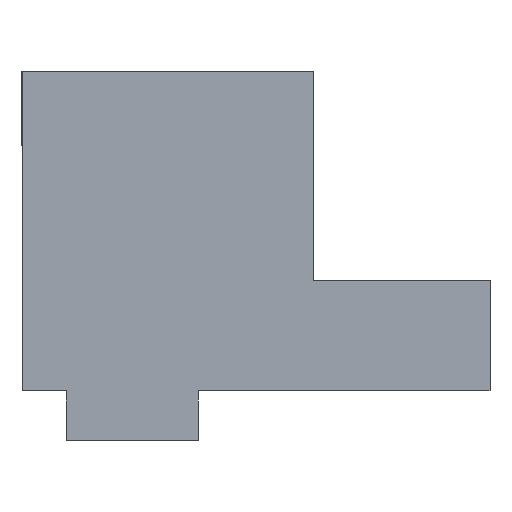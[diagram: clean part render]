
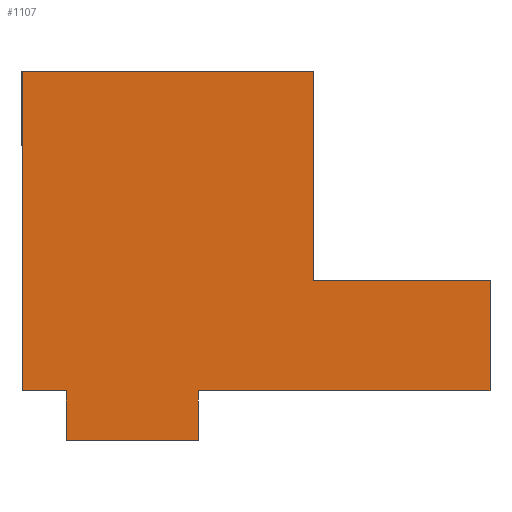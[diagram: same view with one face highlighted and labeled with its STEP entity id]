
A CAD part, left-side view. The second image highlights one B-rep face of the part: STEP entity #1107.
In plain terms, the highlighted planar face has unit normal (-1, 0, 0).
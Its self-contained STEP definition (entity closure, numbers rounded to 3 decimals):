
#5 = CARTESIAN_POINT ( 'NONE',  ( -63., -9., 29. ) ) ;
#8 = LINE ( 'NONE', #308, #1101 ) ;
#10 = LINE ( 'NONE', #194, #727 ) ;
#52 = LINE ( 'NONE', #108, #940 ) ;
#60 = AXIS2_PLACEMENT_3D ( 'NONE', #1115, #665, #330 ) ;
#64 = DIRECTION ( 'NONE',  ( 0., 0., -1. ) ) ;
#65 = VECTOR ( 'NONE', #386, 1000. ) ;
#74 = EDGE_CURVE ( 'NONE', #995, #968, #1052, .T. ) ;
#78 = VECTOR ( 'NONE', #905, 1000. ) ;
#90 = DIRECTION ( 'NONE',  ( 0., 0., -1. ) ) ;
#93 = VECTOR ( 'NONE', #686, 1000. ) ;
#108 = CARTESIAN_POINT ( 'NONE',  ( -63., 44., 67. ) ) ;
#113 = LINE ( 'NONE', #989, #93 ) ;
#128 = LINE ( 'NONE', #987, #894 ) ;
#176 = VERTEX_POINT ( 'NONE', #338 ) ;
#188 = EDGE_CURVE ( 'NONE', #685, #1040, #113, .T. ) ;
#192 = DIRECTION ( 'NONE',  ( 0., 1., 0. ) ) ;
#193 = CARTESIAN_POINT ( 'NONE',  ( -63., 12., 0. ) ) ;
#194 = CARTESIAN_POINT ( 'NONE',  ( -63., 46., 0. ) ) ;
#221 = EDGE_CURVE ( 'NONE', #1054, #685, #128, .T. ) ;
#235 = CARTESIAN_POINT ( 'NONE',  ( -63., -41., 29. ) ) ;
#308 = CARTESIAN_POINT ( 'NONE',  ( -63., 44., 5.446 ) ) ;
#312 = CARTESIAN_POINT ( 'NONE',  ( -63., -41., 29. ) ) ;
#330 = DIRECTION ( 'NONE',  ( 0., 1., 0. ) ) ;
#332 = EDGE_LOOP ( 'NONE', ( #941, #408, #728, #1066, #925, #592, #544, #760, #346, #910 ) ) ;
#338 = CARTESIAN_POINT ( 'NONE',  ( -63., 36., 0. ) ) ;
#346 = ORIENTED_EDGE ( 'NONE', *, *, #862, .F. ) ;
#348 = EDGE_CURVE ( 'NONE', #995, #631, #52, .T. ) ;
#375 = DIRECTION ( 'NONE',  ( 0., 1., 0. ) ) ;
#380 = EDGE_CURVE ( 'NONE', #176, #1040, #10, .T. ) ;
#386 = DIRECTION ( 'NONE',  ( 0., 0., 1. ) ) ;
#394 = CARTESIAN_POINT ( 'NONE',  ( -63., -41., 9. ) ) ;
#408 = ORIENTED_EDGE ( 'NONE', *, *, #800, .F. ) ;
#429 = CARTESIAN_POINT ( 'NONE',  ( -63., 44., 67. ) ) ;
#441 = CARTESIAN_POINT ( 'NONE',  ( -63., -9., 67. ) ) ;
#501 = FACE_OUTER_BOUND ( 'NONE', #332, .T. ) ;
#526 = LINE ( 'NONE', #919, #65 ) ;
#544 = ORIENTED_EDGE ( 'NONE', *, *, #221, .F. ) ;
#546 = CARTESIAN_POINT ( 'NONE',  ( -63., 36., 9. ) ) ;
#592 = ORIENTED_EDGE ( 'NONE', *, *, #188, .F. ) ;
#594 = VERTEX_POINT ( 'NONE', #235 ) ;
#631 = VERTEX_POINT ( 'NONE', #429 ) ;
#665 = DIRECTION ( 'NONE',  ( 1., 0., 0. ) ) ;
#685 = VERTEX_POINT ( 'NONE', #835 ) ;
#686 = DIRECTION ( 'NONE',  ( 0., 0., -1. ) ) ;
#703 = CARTESIAN_POINT ( 'NONE',  ( -63., -9., 29. ) ) ;
#712 = VERTEX_POINT ( 'NONE', #1098 ) ;
#727 = VECTOR ( 'NONE', #904, 1000. ) ;
#728 = ORIENTED_EDGE ( 'NONE', *, *, #748, .F. ) ;
#748 = EDGE_CURVE ( 'NONE', #858, #712, #990, .T. ) ;
#760 = ORIENTED_EDGE ( 'NONE', *, *, #883, .F. ) ;
#764 = EDGE_CURVE ( 'NONE', #176, #858, #526, .T. ) ;
#800 = EDGE_CURVE ( 'NONE', #712, #631, #8, .T. ) ;
#812 = VECTOR ( 'NONE', #90, 1000. ) ;
#835 = CARTESIAN_POINT ( 'NONE',  ( -63., 12., 9. ) ) ;
#854 = CARTESIAN_POINT ( 'NONE',  ( -63., 36., 9. ) ) ;
#858 = VERTEX_POINT ( 'NONE', #854 ) ;
#862 = EDGE_CURVE ( 'NONE', #968, #594, #1003, .T. ) ;
#863 = CARTESIAN_POINT ( 'NONE',  ( -63., -41., 1.808 ) ) ;
#883 = EDGE_CURVE ( 'NONE', #594, #1054, #1062, .T. ) ;
#894 = VECTOR ( 'NONE', #192, 1000. ) ;
#904 = DIRECTION ( 'NONE',  ( 0., -1., 0. ) ) ;
#905 = DIRECTION ( 'NONE',  ( 0., 1., 0. ) ) ;
#906 = VECTOR ( 'NONE', #64, 1000. ) ;
#910 = ORIENTED_EDGE ( 'NONE', *, *, #74, .F. ) ;
#917 = PLANE ( 'NONE',  #60 ) ;
#919 = CARTESIAN_POINT ( 'NONE',  ( -63., 36., -5. ) ) ;
#925 = ORIENTED_EDGE ( 'NONE', *, *, #380, .T. ) ;
#940 = VECTOR ( 'NONE', #375, 1000. ) ;
#941 = ORIENTED_EDGE ( 'NONE', *, *, #348, .T. ) ;
#952 = VECTOR ( 'NONE', #1112, 1000. ) ;
#968 = VERTEX_POINT ( 'NONE', #703 ) ;
#987 = CARTESIAN_POINT ( 'NONE',  ( -63., -49.747, 9. ) ) ;
#989 = CARTESIAN_POINT ( 'NONE',  ( -63., 12., 9. ) ) ;
#990 = LINE ( 'NONE', #546, #78 ) ;
#995 = VERTEX_POINT ( 'NONE', #441 ) ;
#1003 = LINE ( 'NONE', #312, #952 ) ;
#1040 = VERTEX_POINT ( 'NONE', #193 ) ;
#1052 = LINE ( 'NONE', #5, #812 ) ;
#1054 = VERTEX_POINT ( 'NONE', #394 ) ;
#1062 = LINE ( 'NONE', #863, #906 ) ;
#1066 = ORIENTED_EDGE ( 'NONE', *, *, #764, .F. ) ;
#1098 = CARTESIAN_POINT ( 'NONE',  ( -63., 44., 9. ) ) ;
#1101 = VECTOR ( 'NONE', #1104, 1000. ) ;
#1104 = DIRECTION ( 'NONE',  ( 0., 0., 1. ) ) ;
#1107 = ADVANCED_FACE ( 'NONE', ( #501 ), #917, .F. ) ;
#1112 = DIRECTION ( 'NONE',  ( 0., -1., 0. ) ) ;
#1115 = CARTESIAN_POINT ( 'NONE',  ( -63., 46., 48.5 ) ) ;
